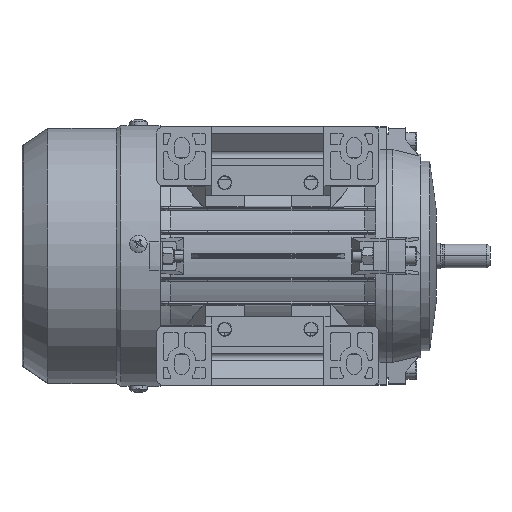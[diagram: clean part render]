
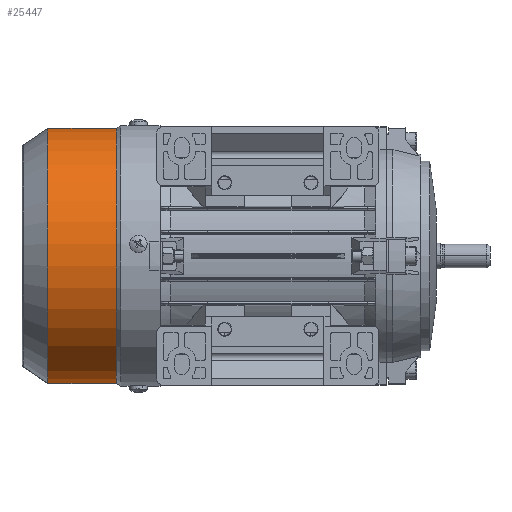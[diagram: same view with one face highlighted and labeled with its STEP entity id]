
A CAD part, front view. The second image highlights one B-rep face of the part: STEP entity #25447.
In plain terms, the highlighted cylindrical face has radius 59.3 mm (diameter 118.6 mm), a partial arc.
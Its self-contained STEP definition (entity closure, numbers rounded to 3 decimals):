
#15757 = DIRECTION ( 'NONE',  ( -1., 0., 0. ) ) ;
#15759 = VECTOR ( 'NONE', #15757, 1000. ) ;
#15761 = CARTESIAN_POINT ( 'NONE',  ( 0., 0., 59.3 ) ) ;
#15763 = LINE ( 'NONE', #15761, #15759 ) ;
#15767 = DIRECTION ( 'NONE',  ( -1., 0., 0. ) ) ;
#15768 = VECTOR ( 'NONE', #15767, 1000. ) ;
#15770 = CARTESIAN_POINT ( 'NONE',  ( 0., 0., -59.3 ) ) ;
#15773 = LINE ( 'NONE', #15770, #15768 ) ;
#15855 = CARTESIAN_POINT ( 'NONE',  ( 20.3, 0., -59.3 ) ) ;
#15857 = CARTESIAN_POINT ( 'NONE',  ( 20.3, 0., 59.3 ) ) ;
#16249 = CARTESIAN_POINT ( 'NONE',  ( 52., 0., -59.3 ) ) ;
#16250 = CARTESIAN_POINT ( 'NONE',  ( 52., 0., 59.3 ) ) ;
#21049 = CYLINDRICAL_SURFACE ( 'NONE', #21183, 59.3 ) ;
#21050 = FACE_OUTER_BOUND ( 'NONE', #25449, .T. ) ;
#21052 = DIRECTION ( 'NONE',  ( 0., 0., 1. ) ) ;
#21054 = DIRECTION ( 'NONE',  ( -1., 0., 0. ) ) ;
#21056 = CARTESIAN_POINT ( 'NONE',  ( 52., 0., 0. ) ) ;
#21058 = AXIS2_PLACEMENT_3D ( 'NONE', #21056, #21054, #21052 ) ;
#21068 = CIRCLE ( 'NONE', #21058, 59.3 ) ;
#21179 = DIRECTION ( 'NONE',  ( 0., 0., 1. ) ) ;
#21180 = DIRECTION ( 'NONE',  ( -1., 0., 0. ) ) ;
#21182 = CARTESIAN_POINT ( 'NONE',  ( 0., 0., 0. ) ) ;
#21183 = AXIS2_PLACEMENT_3D ( 'NONE', #21182, #21180, #21179 ) ;
#21459 = DIRECTION ( 'NONE',  ( 0., 0., 1. ) ) ;
#21461 = DIRECTION ( 'NONE',  ( -1., 0., 0. ) ) ;
#21462 = CARTESIAN_POINT ( 'NONE',  ( 20.3, 0., 0. ) ) ;
#21464 = AXIS2_PLACEMENT_3D ( 'NONE', #21462, #21461, #21459 ) ;
#21466 = CIRCLE ( 'NONE', #21464, 59.3 ) ;
#23047 = EDGE_CURVE ( 'NONE', #23193, #23077, #15773, .T. ) ;
#23053 = EDGE_CURVE ( 'NONE', #23191, #23076, #15763, .T. ) ;
#23076 = VERTEX_POINT ( 'NONE', #15857 ) ;
#23077 = VERTEX_POINT ( 'NONE', #15855 ) ;
#23191 = VERTEX_POINT ( 'NONE', #16250 ) ;
#23193 = VERTEX_POINT ( 'NONE', #16249 ) ;
#25446 = EDGE_CURVE ( 'NONE', #23193, #23191, #21068, .T. ) ;
#25447 = ADVANCED_FACE ( 'NONE', ( #21050 ), #21049, .T. ) ;
#25449 = EDGE_LOOP ( 'NONE', ( #25452, #25453, #25555, #25556 ) ) ;
#25452 = ORIENTED_EDGE ( 'NONE', *, *, #23047, .F. ) ;
#25453 = ORIENTED_EDGE ( 'NONE', *, *, #25446, .T. ) ;
#25555 = ORIENTED_EDGE ( 'NONE', *, *, #23053, .T. ) ;
#25556 = ORIENTED_EDGE ( 'NONE', *, *, #25557, .F. ) ;
#25557 = EDGE_CURVE ( 'NONE', #23077, #23076, #21466, .T. ) ;
